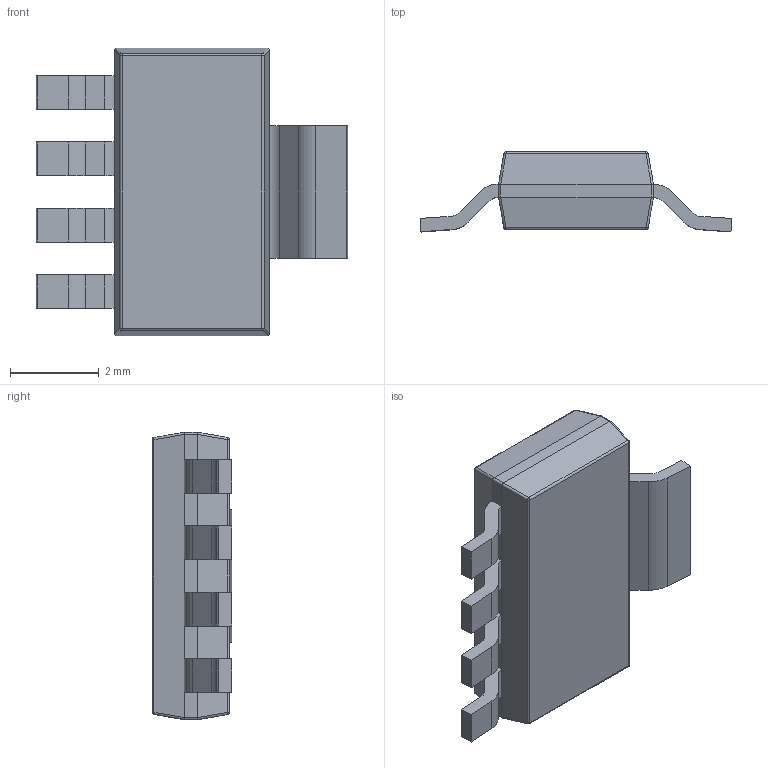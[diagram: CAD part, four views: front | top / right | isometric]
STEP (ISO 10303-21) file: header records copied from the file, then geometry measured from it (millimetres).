
FILE_DESCRIPTION (( 'STEP AP214' ), '1' );
FILE_NAME ('LP38692MP-3.3-NOPB.STEP', '2022-01-31T20:07:04', ( '' ), ( '' ), 'SwSTEP 2.0', 'SolidWorks 2017', '' );
FILE_SCHEMA (( 'AUTOMOTIVE_DESIGN' ));
Length unit declared in the file: millimetre
Products named in the file (1): LP38692MP-3.3-NOPB
Bounding box: 7.04 x 1.8 x 6.5 mm (x, y, z)
Volume: 41.6 mm3; surface area: 108.7 mm2
Topology: 6 solids, 6 shells, 114 faces, 274 edges, 172 vertices
Faces by surface type: plane 64, cylinder 42, sphere 8
Entity records: 3461 total; most frequent: CARTESIAN_POINT 717, ORIENTED_EDGE 548, DIRECTION 548, EDGE_CURVE 274, LINE 190, VECTOR 190, AXIS2_PLACEMENT_3D 179, VERTEX_POINT 172
